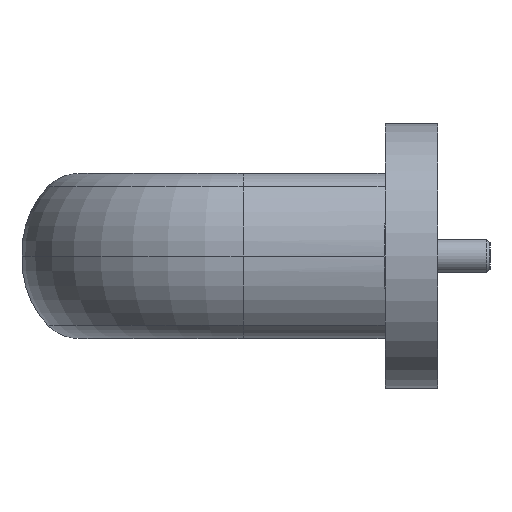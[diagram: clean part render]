
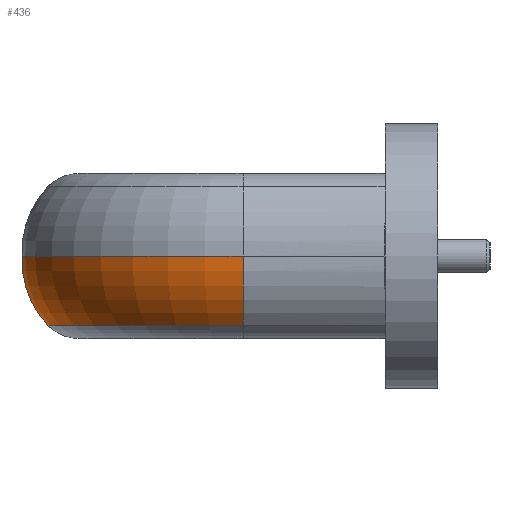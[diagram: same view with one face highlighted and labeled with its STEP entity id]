
A CAD part, left-side view. The second image highlights one B-rep face of the part: STEP entity #436.
In plain terms, the highlighted toroidal (fillet/blend) face has major radius 19.114 mm and minor radius 14.4 mm.
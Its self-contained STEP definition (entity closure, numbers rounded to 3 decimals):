
#436 = ADVANCED_FACE( '', ( #966 ), #967, .T. );
#966 = FACE_OUTER_BOUND( '', #1577, .T. );
#967 = TOROIDAL_SURFACE( '', #1578, 19.114, 14.4 );
#1577 = EDGE_LOOP( '', ( #2731, #2732, #2733, #2734 ) );
#1578 = AXIS2_PLACEMENT_3D( '', #2735, #2736, #2737 );
#2731 = ORIENTED_EDGE( '', *, *, #3537, .T. );
#2732 = ORIENTED_EDGE( '', *, *, #3328, .F. );
#2733 = ORIENTED_EDGE( '', *, *, #3464, .F. );
#2734 = ORIENTED_EDGE( '', *, *, #3542, .T. );
#2735 = CARTESIAN_POINT( '', ( 25., 29.5, -0.631 ) );
#2736 = DIRECTION( '', ( 0., 0., -1. ) );
#2737 = DIRECTION( '', ( -1., 0., 0. ) );
#3328 = EDGE_CURVE( '', #3951, #3952, #3953, .T. );
#3464 = EDGE_CURVE( '', #4160, #3951, #4162, .T. );
#3537 = EDGE_CURVE( '', #4055, #3952, #4266, .T. );
#3542 = EDGE_CURVE( '', #4160, #4055, #4273, .T. );
#3951 = VERTEX_POINT( '', #4762 );
#3952 = VERTEX_POINT( '', #4763 );
#3953 = CIRCLE( '', #4764, 14.4 );
#4055 = VERTEX_POINT( '', #4890 );
#4160 = VERTEX_POINT( '', #5019 );
#4162 = CIRCLE( '', #5021, 29.6 );
#4266 = CIRCLE( '', #5161, 33.5 );
#4273 = CIRCLE( '', #5168, 14.4 );
#4762 = CARTESIAN_POINT( '', ( 25., 59.1, -10.5 ) );
#4763 = CARTESIAN_POINT( '', ( 25., 63., 0. ) );
#4764 = AXIS2_PLACEMENT_3D( '', #5661, #5662, #5663 );
#4890 = CARTESIAN_POINT( '', ( -8.5, 29.5, 0. ) );
#5019 = CARTESIAN_POINT( '', ( -4.6, 29.5, -10.5 ) );
#5021 = AXIS2_PLACEMENT_3D( '', #5871, #5872, #5873 );
#5161 = AXIS2_PLACEMENT_3D( '', #5961, #5962, #5963 );
#5168 = AXIS2_PLACEMENT_3D( '', #5970, #5971, #5972 );
#5661 = CARTESIAN_POINT( '', ( 25., 48.614, -0.631 ) );
#5662 = DIRECTION( '', ( 1., 0., 0. ) );
#5663 = DIRECTION( '', ( 0., -1., 0. ) );
#5871 = CARTESIAN_POINT( '', ( 25., 29.5, -10.5 ) );
#5872 = DIRECTION( '', ( 0., 0., -1. ) );
#5873 = DIRECTION( '', ( -1., 0., 0. ) );
#5961 = CARTESIAN_POINT( '', ( 25., 29.5, 0. ) );
#5962 = DIRECTION( '', ( 0., 0., -1. ) );
#5963 = DIRECTION( '', ( -1., 0., 0. ) );
#5970 = CARTESIAN_POINT( '', ( 5.886, 29.5, -0.631 ) );
#5971 = DIRECTION( '', ( 0., 1., 0. ) );
#5972 = DIRECTION( '', ( 1., 0., 0. ) );
